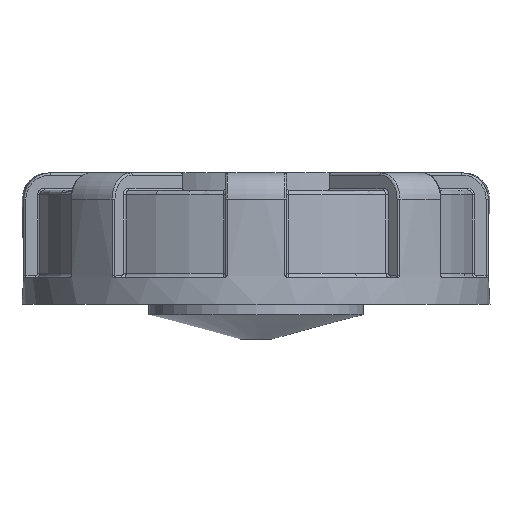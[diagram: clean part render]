
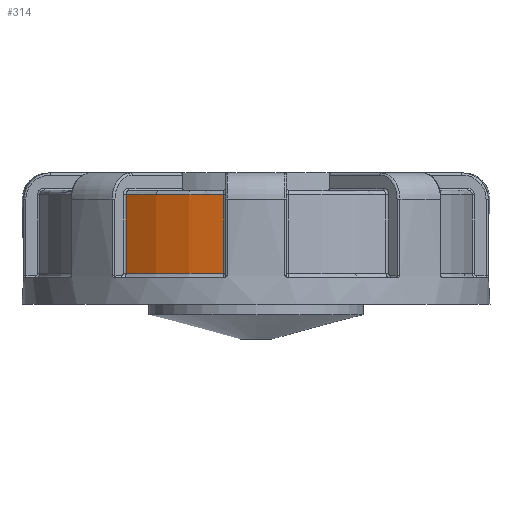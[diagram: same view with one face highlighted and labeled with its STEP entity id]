
A CAD part, left-side view. The second image highlights one B-rep face of the part: STEP entity #314.
In plain terms, the highlighted cylindrical face has radius 25 mm (diameter 50 mm), a partial arc.
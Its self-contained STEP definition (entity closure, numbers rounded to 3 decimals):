
#314 = ADVANCED_FACE( '', ( #819 ), #820, .T. );
#819 = FACE_OUTER_BOUND( '', #2536, .T. );
#820 = CYLINDRICAL_SURFACE( '', #2537, 25. );
#2536 = EDGE_LOOP( '', ( #8216, #8217, #8218, #8219 ) );
#2537 = AXIS2_PLACEMENT_3D( '', #8220, #8221, #8222 );
#8216 = ORIENTED_EDGE( '', *, *, #9996, .T. );
#8217 = ORIENTED_EDGE( '', *, *, #9997, .T. );
#8218 = ORIENTED_EDGE( '', *, *, #9998, .T. );
#8219 = ORIENTED_EDGE( '', *, *, #9999, .T. );
#8220 = CARTESIAN_POINT( '', ( 0., 0., 57.15 ) );
#8221 = DIRECTION( '', ( 0., 0., -1. ) );
#8222 = DIRECTION( '', ( 1., 0., 0. ) );
#9996 = EDGE_CURVE( '', #10878, #10879, #10880, .T. );
#9997 = EDGE_CURVE( '', #10879, #10881, #10882, .F. );
#9998 = EDGE_CURVE( '', #10881, #10778, #10883, .F. );
#9999 = EDGE_CURVE( '', #10778, #10878, #10884, .T. );
#10778 = VERTEX_POINT( '', #12527 );
#10878 = VERTEX_POINT( '', #12949 );
#10879 = VERTEX_POINT( '', #12950 );
#10880 = CIRCLE( '', #12951, 25. );
#10881 = VERTEX_POINT( '', #12952 );
#10882 = LINE( '', #12953, #12954 );
#10883 = CIRCLE( '', #12955, 25. );
#10884 = LINE( '', #12956, #12957 );
#12527 = CARTESIAN_POINT( '', ( -24.723, 3.713, 3.5 ) );
#12949 = CARTESIAN_POINT( '', ( -24.723, 3.713, 12.5 ) );
#12950 = CARTESIAN_POINT( '', ( -20.107, 14.856, 12.5 ) );
#12951 = AXIS2_PLACEMENT_3D( '', #16960, #16961, #16962 );
#12952 = CARTESIAN_POINT( '', ( -20.107, 14.856, 3.5 ) );
#12953 = CARTESIAN_POINT( '', ( -20.107, 14.856, 57.15 ) );
#12954 = VECTOR( '', #16963, 1000. );
#12955 = AXIS2_PLACEMENT_3D( '', #16964, #16965, #16966 );
#12956 = CARTESIAN_POINT( '', ( -24.723, 3.713, 57.15 ) );
#12957 = VECTOR( '', #16967, 1000. );
#16960 = CARTESIAN_POINT( '', ( 0., 0., 12.5 ) );
#16961 = DIRECTION( '', ( 0., 0., -1. ) );
#16962 = DIRECTION( '', ( -1., 0., 0. ) );
#16963 = DIRECTION( '', ( 0., 0., 1. ) );
#16964 = CARTESIAN_POINT( '', ( 0., 0., 3.5 ) );
#16965 = DIRECTION( '', ( 0., 0., -1. ) );
#16966 = DIRECTION( '', ( -1., 0., 0. ) );
#16967 = DIRECTION( '', ( 0., 0., 1. ) );
